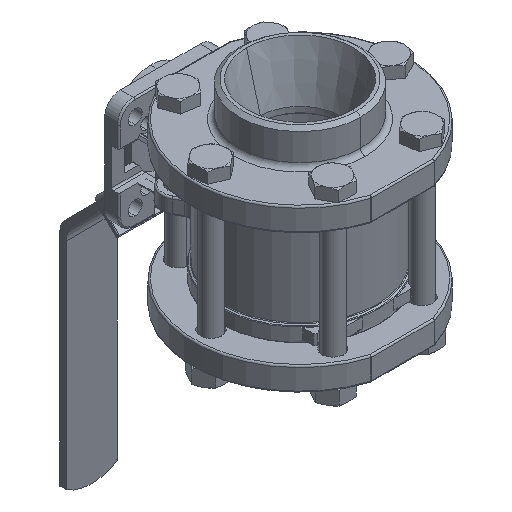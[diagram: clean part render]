
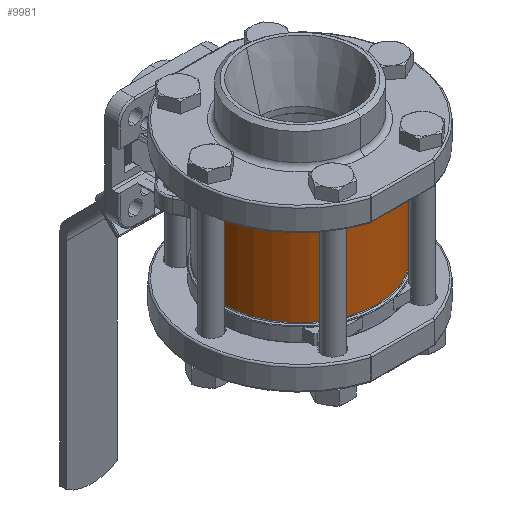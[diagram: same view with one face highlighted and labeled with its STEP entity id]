
A CAD part, isometric view. The second image highlights one B-rep face of the part: STEP entity #9981.
In plain terms, the highlighted cylindrical face has radius 48.5 mm (diameter 97 mm), a partial arc.
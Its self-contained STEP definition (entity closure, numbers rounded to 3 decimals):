
#2369 = VERTEX_POINT ( 'NONE', #16091 ) ;
#2372 = VERTEX_POINT ( 'NONE', #16152 ) ;
#2374 = EDGE_CURVE ( 'NONE', #2375, #2372, #16151, .T. ) ;
#2375 = VERTEX_POINT ( 'NONE', #16145 ) ;
#2424 = EDGE_CURVE ( 'NONE', #2425, #2369, #16248, .T. ) ;
#2425 = VERTEX_POINT ( 'NONE', #16243 ) ;
#9680 = EDGE_CURVE ( 'NONE', #2425, #2372, #16807, .T. ) ;
#9684 = EDGE_CURVE ( 'NONE', #2369, #2375, #16859, .T. ) ;
#9981 = ADVANCED_FACE ( 'NONE', ( #17576 ), #17575, .T. ) ;
#9982 = EDGE_LOOP ( 'NONE', ( #9983, #9984, #9985, #9987 ) ) ;
#9983 = ORIENTED_EDGE ( 'NONE', *, *, #9680, .F. ) ;
#9984 = ORIENTED_EDGE ( 'NONE', *, *, #2424, .T. ) ;
#9985 = ORIENTED_EDGE ( 'NONE', *, *, #9684, .T. ) ;
#9987 = ORIENTED_EDGE ( 'NONE', *, *, #2374, .T. ) ;
#16091 = CARTESIAN_POINT ( 'NONE',  ( -48.5, 0., 25.87 ) ) ;
#16145 = CARTESIAN_POINT ( 'NONE',  ( -48.5, 0., -25.87 ) ) ;
#16147 = DIRECTION ( 'NONE',  ( -1., 0., 0. ) ) ;
#16148 = DIRECTION ( 'NONE',  ( 0., 0., 1. ) ) ;
#16149 = CARTESIAN_POINT ( 'NONE',  ( 0., 0., -25.87 ) ) ;
#16150 = AXIS2_PLACEMENT_3D ( 'NONE', #16149, #16148, #16147 ) ;
#16151 = CIRCLE ( 'NONE', #16150, 48.5 ) ;
#16152 = CARTESIAN_POINT ( 'NONE',  ( 48.5, 0., -25.87 ) ) ;
#16243 = CARTESIAN_POINT ( 'NONE',  ( 48.5, 0., 25.87 ) ) ;
#16244 = DIRECTION ( 'NONE',  ( 1., 0., 0. ) ) ;
#16245 = DIRECTION ( 'NONE',  ( 0., 0., -1. ) ) ;
#16246 = CARTESIAN_POINT ( 'NONE',  ( 0., 0., 25.87 ) ) ;
#16247 = AXIS2_PLACEMENT_3D ( 'NONE', #16246, #16245, #16244 ) ;
#16248 = CIRCLE ( 'NONE', #16247, 48.5 ) ;
#16804 = DIRECTION ( 'NONE',  ( 0., 0., -1. ) ) ;
#16805 = VECTOR ( 'NONE', #16804, 1000. ) ;
#16806 = CARTESIAN_POINT ( 'NONE',  ( 48.5, 0., 26.346 ) ) ;
#16807 = LINE ( 'NONE', #16806, #16805 ) ;
#16856 = DIRECTION ( 'NONE',  ( 0., 0., -1. ) ) ;
#16857 = VECTOR ( 'NONE', #16856, 1000. ) ;
#16858 = CARTESIAN_POINT ( 'NONE',  ( -48.5, 0., 26.346 ) ) ;
#16859 = LINE ( 'NONE', #16858, #16857 ) ;
#17570 = DIRECTION ( 'NONE',  ( -1., 0., 0. ) ) ;
#17571 = DIRECTION ( 'NONE',  ( 0., 0., -1. ) ) ;
#17572 = CARTESIAN_POINT ( 'NONE',  ( 0., 0., 26.346 ) ) ;
#17573 = AXIS2_PLACEMENT_3D ( 'NONE', #17572, #17571, #17570 ) ;
#17575 = CYLINDRICAL_SURFACE ( 'NONE', #17573, 48.5 ) ;
#17576 = FACE_OUTER_BOUND ( 'NONE', #9982, .T. ) ;
